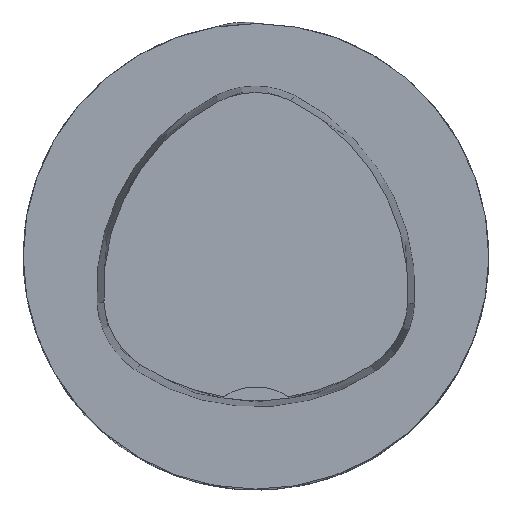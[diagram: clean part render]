
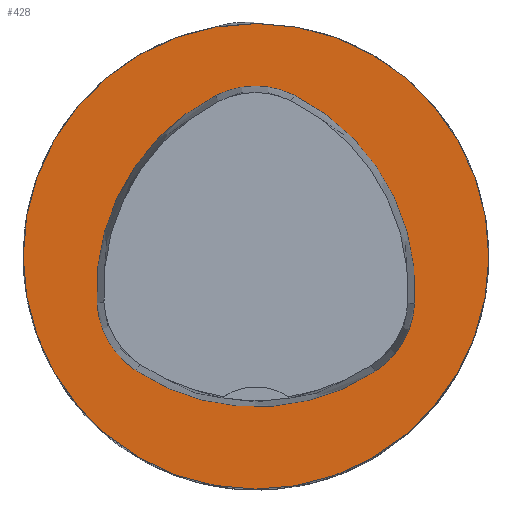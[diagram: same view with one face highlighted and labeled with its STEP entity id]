
A CAD part, top view. The second image highlights one B-rep face of the part: STEP entity #428.
In plain terms, the highlighted planar face has unit normal (0, 0, 1).
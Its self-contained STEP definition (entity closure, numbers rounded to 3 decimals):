
#428=ADVANCED_FACE('',(#1196,#1197),#762,.T.);
#762=PLANE('',#6306);
#1091=CIRCLE('',#6268,16.);
#1096=CIRCLE('',#6284,15.);
#1098=CIRCLE('',#6287,6.);
#1100=CIRCLE('',#6290,15.);
#1102=CIRCLE('',#6293,6.);
#1106=CIRCLE('',#6298,15.);
#1108=CIRCLE('',#6301,6.);
#1196=FACE_BOUND('',#1296,.T.);
#1197=FACE_BOUND('',#1297,.T.);
#1296=EDGE_LOOP('',(#2139,#2140,#2141,#2142,#2143,#2144));
#1297=EDGE_LOOP('',(#2145));
#2139=ORIENTED_EDGE('',*,*,#4487,.T.);
#2140=ORIENTED_EDGE('',*,*,#4467,.T.);
#2141=ORIENTED_EDGE('',*,*,#4471,.T.);
#2142=ORIENTED_EDGE('',*,*,#4474,.T.);
#2143=ORIENTED_EDGE('',*,*,#4477,.T.);
#2144=ORIENTED_EDGE('',*,*,#4485,.T.);
#2145=ORIENTED_EDGE('',*,*,#4436,.F.);
#3838=VERTEX_POINT('',#8730);
#3867=VERTEX_POINT('',#9115);
#3868=VERTEX_POINT('',#9116);
#3871=VERTEX_POINT('',#9124);
#3873=VERTEX_POINT('',#9130);
#3875=VERTEX_POINT('',#9136);
#3882=VERTEX_POINT('',#9157);
#4436=EDGE_CURVE('',#3838,#3838,#1091,.T.);
#4467=EDGE_CURVE('',#3867,#3868,#1096,.T.);
#4471=EDGE_CURVE('',#3868,#3871,#1098,.T.);
#4474=EDGE_CURVE('',#3871,#3873,#1100,.T.);
#4477=EDGE_CURVE('',#3873,#3875,#1102,.T.);
#4485=EDGE_CURVE('',#3875,#3882,#1106,.T.);
#4487=EDGE_CURVE('',#3882,#3867,#1108,.T.);
#6268=AXIS2_PLACEMENT_3D('',#8729,#6989,#6990);
#6284=AXIS2_PLACEMENT_3D('',#9114,#7029,#7030);
#6287=AXIS2_PLACEMENT_3D('',#9123,#7037,#7038);
#6290=AXIS2_PLACEMENT_3D('',#9129,#7044,#7045);
#6293=AXIS2_PLACEMENT_3D('',#9135,#7051,#7052);
#6298=AXIS2_PLACEMENT_3D('',#9158,#7063,#7064);
#6301=AXIS2_PLACEMENT_3D('',#9161,#7069,#7070);
#6306=AXIS2_PLACEMENT_3D('',#9166,#7079,#7080);
#6989=DIRECTION('',(0.,0.,-1.));
#6990=DIRECTION('',(-1.,0.,0.));
#7029=DIRECTION('',(0.,0.,-1.));
#7030=DIRECTION('',(-1.,0.,0.));
#7037=DIRECTION('',(0.,0.,-1.));
#7038=DIRECTION('',(-1.,0.,0.));
#7044=DIRECTION('',(0.,0.,-1.));
#7045=DIRECTION('',(-1.,0.,0.));
#7051=DIRECTION('',(0.,0.,-1.));
#7052=DIRECTION('',(-1.,0.,0.));
#7063=DIRECTION('',(0.,0.,-1.));
#7064=DIRECTION('',(-1.,0.,0.));
#7069=DIRECTION('',(0.,0.,-1.));
#7070=DIRECTION('',(-1.,0.,0.));
#7079=DIRECTION('',(0.,0.,1.));
#7080=DIRECTION('',(1.,0.,0.));
#8729=CARTESIAN_POINT('',(0.,0.,0.));
#8730=CARTESIAN_POINT('',(-16.,0.,0.));
#9114=CARTESIAN_POINT('',(4.048,-2.316,0.));
#9115=CARTESIAN_POINT('',(-10.926,-3.206,0.));
#9116=CARTESIAN_POINT('',(-2.774,11.043,0.));
#9123=CARTESIAN_POINT('',(-0.045,5.7,0.));
#9124=CARTESIAN_POINT('',(2.638,11.066,0.));
#9129=CARTESIAN_POINT('',(-4.07,-2.35,0.));
#9130=CARTESIAN_POINT('',(10.903,-3.249,0.));
#9135=CARTESIAN_POINT('',(4.914,-2.889,0.));
#9136=CARTESIAN_POINT('',(8.177,-7.924,0.));
#9157=CARTESIAN_POINT('',(-8.24,-7.859,0.));
#9158=CARTESIAN_POINT('',(0.019,4.663,0.));
#9161=CARTESIAN_POINT('',(-4.936,-2.85,0.));
#9166=CARTESIAN_POINT('',(0.,0.,0.));
